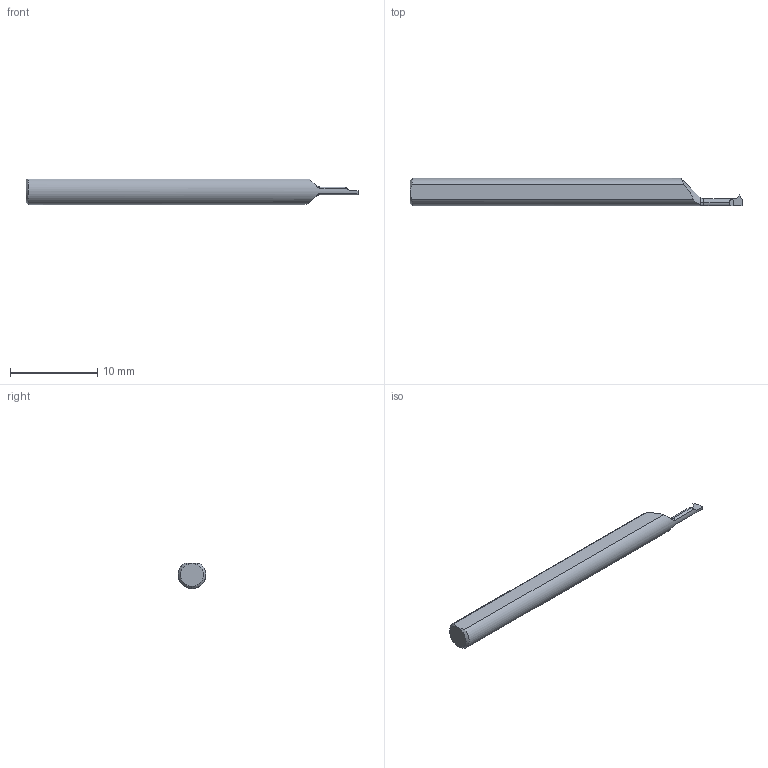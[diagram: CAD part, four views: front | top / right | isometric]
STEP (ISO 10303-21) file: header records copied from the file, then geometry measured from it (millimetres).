
FILE_DESCRIPTION (( 'STEP AP203' ), '1' );
FILE_NAME ('230013-TT050150.STEP', '2025-04-28T22:37:43', ( '' ), ( '' ), 'SwSTEP 2.0', 'SolidWorks 2024', '' );
FILE_SCHEMA (( 'CONFIG_CONTROL_DESIGN' ));
Length unit declared in the file: inch
Products named in the file (1): 230013-TT050150
Bounding box: 38.1 x 3.17 x 2.91 mm (x, y, z)
Volume: 247.8 mm3; surface area: 345.1 mm2
Topology: 1 solids, 1 shells, 29 faces, 68 edges, 42 vertices
Faces by surface type: plane 17, cone 5, cylinder 4, torus 3
Entity records: 945 total; most frequent: CARTESIAN_POINT 225, ORIENTED_EDGE 136, DIRECTION 128, EDGE_CURVE 68, AXIS2_PLACEMENT_3D 45, VERTEX_POINT 42, LINE 38, VECTOR 38
